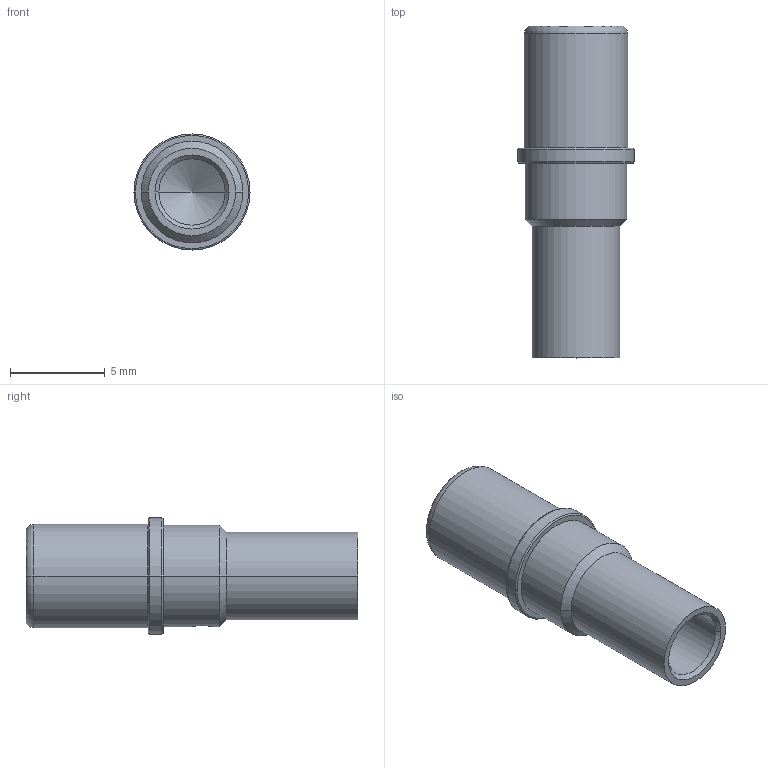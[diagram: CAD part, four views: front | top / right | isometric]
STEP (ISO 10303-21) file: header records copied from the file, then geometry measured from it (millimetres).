
FILE_DESCRIPTION((''),'2;1');
FILE_NAME('00170460092','2020-01-23T',('presta_be4'),(''),'CREO PARAMETRIC BY PTC INC, 2018360','CREO PARAMETRIC BY PTC INC, 2018360','');
FILE_SCHEMA(('CONFIG_CONTROL_DESIGN'));
Length unit declared in the file: millimetre
Products named in the file (1): 00170460092
Bounding box: 6.11 x 17.47 x 6.11 mm (x, y, z)
Volume: 197.2 mm3; surface area: 667.3 mm2
Topology: 1 solids, 2 shells, 100 faces, 248 edges, 152 vertices
Faces by surface type: cone 40, plane 24, torus 18, cylinder 18
Entity records: 3598 total; most frequent: CARTESIAN_POINT 1254, ORIENTED_EDGE 488, DIRECTION 484, EDGE_CURVE 244, AXIS2_PLACEMENT_3D 216, VERTEX_POINT 152, CIRCLE 116, EDGE_LOOP 108
